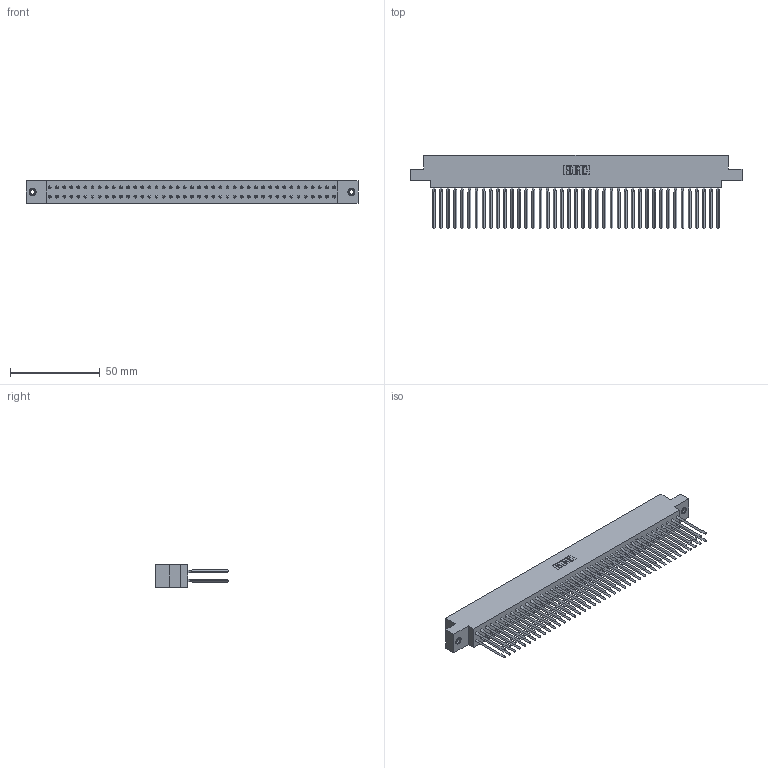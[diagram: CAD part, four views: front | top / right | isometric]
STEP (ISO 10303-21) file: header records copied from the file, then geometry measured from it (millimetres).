
FILE_DESCRIPTION (( 'STEP AP203' ), '1' );
FILE_NAME ('317-082-543-807.STEP', '2020-02-28T09:53:38', ( '' ), ( '' ), 'SwSTEP 2.0', 'SolidWorks 2016', '' );
FILE_SCHEMA (( 'CONFIG_CONTROL_DESIGN' ));
Length unit declared in the file: inch
Products named in the file (4): 317-082-543-807; 317-290-001_543; 345-250-001_345-250-005-103; 317 Part_.156 Dia - TI
Assembly tree (85 placements, depth 2):
  317-082-543-807
    317 Part_.156 Dia - TI
    317-290-001_543  x82
    345-250-001_345-250-005-103  x2
Bounding box: 185.17 x 41.15 x 12.7 mm (x, y, z)
Volume: 31437.4 mm3; surface area: 47689.3 mm2
Topology: 85 solids, 85 shells, 7460 faces, 20665 edges, 13304 vertices
Faces by surface type: plane 6076, cylinder 1040, bspline 328, cone 12, torus 4
Entity records: 60591 total; most frequent: CARTESIAN_POINT 10958, ORIENTED_EDGE 10450, DIRECTION 8757, EDGE_CURVE 5225, LINE 4949, VECTOR 4949, VERTEX_POINT 3473, AXIS2_PLACEMENT_3D 1904
